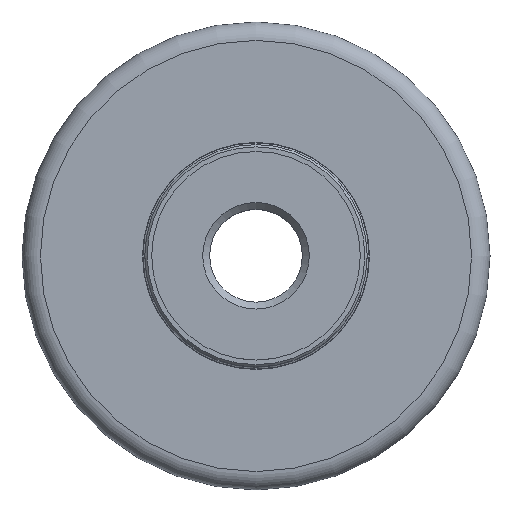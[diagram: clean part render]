
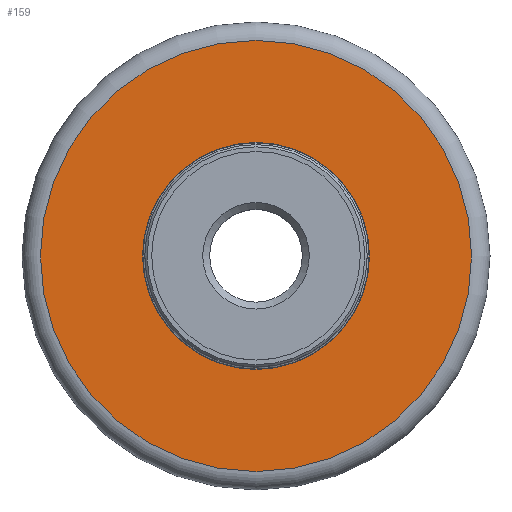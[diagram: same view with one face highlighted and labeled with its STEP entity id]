
A CAD part, top view. The second image highlights one B-rep face of the part: STEP entity #159.
In plain terms, the highlighted planar face has unit normal (0, 0, 1).
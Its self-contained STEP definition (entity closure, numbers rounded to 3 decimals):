
#126=PLANE('',#451);
#159=ADVANCED_FACE('',(#214,#215),#126,.F.);
#214=FACE_BOUND('',#266,.T.);
#215=FACE_BOUND('',#267,.T.);
#266=EDGE_LOOP('',(#318));
#267=EDGE_LOOP('',(#319));
#318=ORIENTED_EDGE('',*,*,#374,.F.);
#319=ORIENTED_EDGE('',*,*,#373,.T.);
#347=VERTEX_POINT('',#631);
#348=VERTEX_POINT('',#634);
#373=EDGE_CURVE('',#347,#347,#399,.T.);
#374=EDGE_CURVE('',#348,#348,#400,.T.);
#399=CIRCLE('',#448,93.05);
#400=CIRCLE('',#450,49.);
#448=AXIS2_PLACEMENT_3D('',#630,#547,#548);
#450=AXIS2_PLACEMENT_3D('',#633,#551,#552);
#451=AXIS2_PLACEMENT_3D('',#635,#553,#554);
#547=DIRECTION('',(0.,0.,1.));
#548=DIRECTION('',(1.,0.,0.));
#551=DIRECTION('',(0.,0.,1.));
#552=DIRECTION('',(1.,0.,0.));
#553=DIRECTION('',(0.,0.,-1.));
#554=DIRECTION('',(-1.,0.,0.));
#630=CARTESIAN_POINT('',(0.,0.,-47.5));
#631=CARTESIAN_POINT('',(93.05,0.,-47.5));
#633=CARTESIAN_POINT('',(0.,0.,-47.5));
#634=CARTESIAN_POINT('',(49.,0.,-47.5));
#635=CARTESIAN_POINT('',(-93.05,0.,-47.5));
